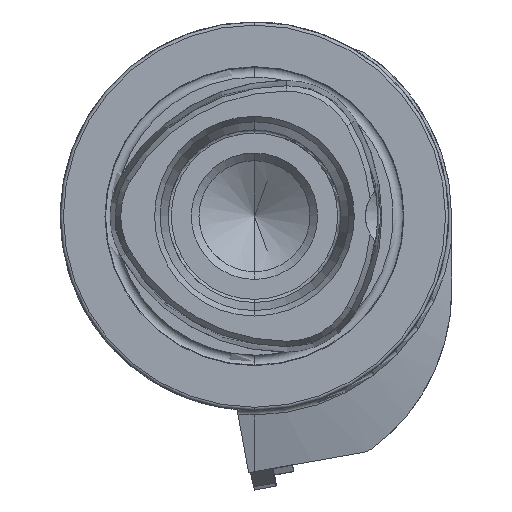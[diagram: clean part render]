
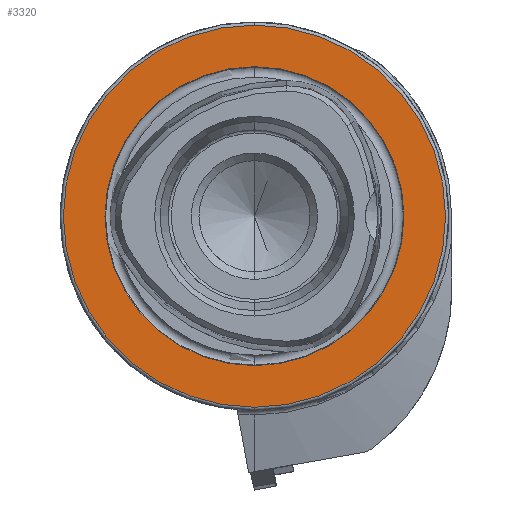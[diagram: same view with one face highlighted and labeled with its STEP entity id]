
A CAD part, left-side view. The second image highlights one B-rep face of the part: STEP entity #3320.
In plain terms, the highlighted planar face has unit normal (-1, 0, 0).
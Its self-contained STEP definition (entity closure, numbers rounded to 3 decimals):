
#276 = FACE_OUTER_BOUND ( 'NONE', #10029, .T. ) ;
#290 = FACE_BOUND ( 'NONE', #9266, .T. ) ;
#452 = EDGE_CURVE ( 'NONE', #9362, #9399, #8431, .T. ) ;
#453 = EDGE_CURVE ( 'NONE', #9417, #9433, #8433, .T. ) ;
#852 = CARTESIAN_POINT ( 'NONE',  ( 0., 0., 0. ) ) ;
#853 = DIRECTION ( 'NONE',  ( -1., 0., 0. ) ) ;
#854 = DIRECTION ( 'NONE',  ( 0., 0., 1. ) ) ;
#861 = CARTESIAN_POINT ( 'NONE',  ( 0., 0., 0. ) ) ;
#862 = DIRECTION ( 'NONE',  ( -1., 0., 0. ) ) ;
#863 = DIRECTION ( 'NONE',  ( 0., 0., 1. ) ) ;
#3320 = ADVANCED_FACE ( 'NONE', ( #290, #276 ), #8460, .F. ) ;
#4039 = EDGE_CURVE ( 'NONE', #9433, #9417, #8104, .T. ) ;
#4043 = EDGE_CURVE ( 'NONE', #9399, #9362, #8096, .T. ) ;
#4202 = AXIS2_PLACEMENT_3D ( 'NONE', #9834, #9833, #9832 ) ;
#4203 = AXIS2_PLACEMENT_3D ( 'NONE', #9831, #9830, #9829 ) ;
#4558 = AXIS2_PLACEMENT_3D ( 'NONE', #852, #853, #854 ) ;
#4561 = AXIS2_PLACEMENT_3D ( 'NONE', #861, #862, #863 ) ;
#5232 = ORIENTED_EDGE ( 'NONE', *, *, #452, .T. ) ;
#5233 = ORIENTED_EDGE ( 'NONE', *, *, #4043, .T. ) ;
#5234 = ORIENTED_EDGE ( 'NONE', *, *, #4039, .F. ) ;
#5235 = ORIENTED_EDGE ( 'NONE', *, *, #453, .F. ) ;
#6213 = CARTESIAN_POINT ( 'NONE',  ( 0., 0., -31. ) ) ;
#6247 = CARTESIAN_POINT ( 'NONE',  ( 0., 0., 31. ) ) ;
#6265 = CARTESIAN_POINT ( 'NONE',  ( 0., 0., 24.25 ) ) ;
#6281 = CARTESIAN_POINT ( 'NONE',  ( 0., 0., -24.25 ) ) ;
#8096 = CIRCLE ( 'NONE', #4561, 31. ) ;
#8104 = CIRCLE ( 'NONE', #4558, 24.25 ) ;
#8431 = CIRCLE ( 'NONE', #4202, 31. ) ;
#8433 = CIRCLE ( 'NONE', #4203, 24.25 ) ;
#8457 = CARTESIAN_POINT ( 'NONE',  ( 0., 24.25, 0. ) ) ;
#8460 = PLANE ( 'NONE',  #8835 ) ;
#8462 = DIRECTION ( 'NONE',  ( 1., 0., 0. ) ) ;
#8463 = DIRECTION ( 'NONE',  ( 0., 0., -1. ) ) ;
#8835 = AXIS2_PLACEMENT_3D ( 'NONE', #8457, #8462, #8463 ) ;
#9266 = EDGE_LOOP ( 'NONE', ( #5235, #5234 ) ) ;
#9362 = VERTEX_POINT ( 'NONE', #6213 ) ;
#9399 = VERTEX_POINT ( 'NONE', #6247 ) ;
#9417 = VERTEX_POINT ( 'NONE', #6265 ) ;
#9433 = VERTEX_POINT ( 'NONE', #6281 ) ;
#9829 = DIRECTION ( 'NONE',  ( 0., 0., 1. ) ) ;
#9830 = DIRECTION ( 'NONE',  ( -1., 0., 0. ) ) ;
#9831 = CARTESIAN_POINT ( 'NONE',  ( 0., 0., 0. ) ) ;
#9832 = DIRECTION ( 'NONE',  ( 0., 0., 1. ) ) ;
#9833 = DIRECTION ( 'NONE',  ( -1., 0., 0. ) ) ;
#9834 = CARTESIAN_POINT ( 'NONE',  ( 0., 0., 0. ) ) ;
#10029 = EDGE_LOOP ( 'NONE', ( #5233, #5232 ) ) ;
